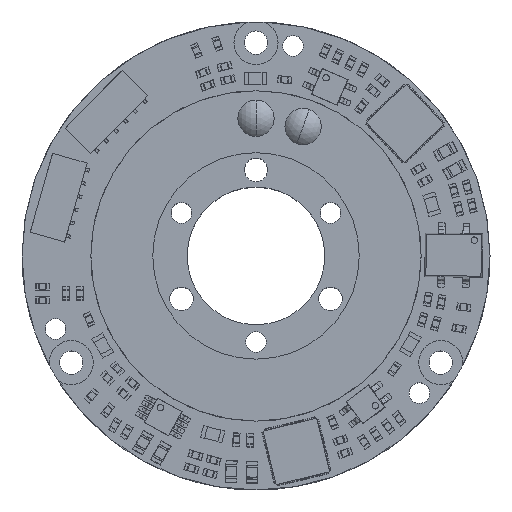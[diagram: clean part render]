
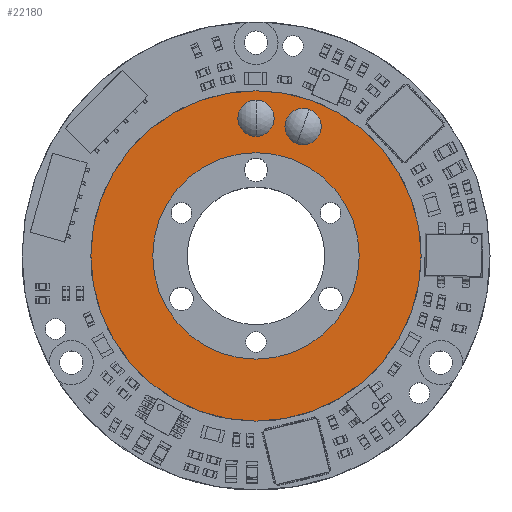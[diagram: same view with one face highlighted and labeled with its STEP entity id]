
A CAD part, top view. The second image highlights one B-rep face of the part: STEP entity #22180.
In plain terms, the highlighted planar face has unit normal (0, 0, 1).
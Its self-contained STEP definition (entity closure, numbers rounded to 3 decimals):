
#381 = CIRCLE ( 'NONE', #59499, 1.319 ) ;
#2290 = VERTEX_POINT ( 'NONE', #45170 ) ;
#2866 = ORIENTED_EDGE ( 'NONE', *, *, #34631, .F. ) ;
#2890 = CARTESIAN_POINT ( 'NONE',  ( 7.5, 0., 1.6 ) ) ;
#3480 = CIRCLE ( 'NONE', #30367, 1.319 ) ;
#4123 = CARTESIAN_POINT ( 'NONE',  ( 0., 0., 1.6 ) ) ;
#4281 = DIRECTION ( 'NONE',  ( 1., 0., 0. ) ) ;
#4404 = DIRECTION ( 'NONE',  ( 0., 0., 1. ) ) ;
#4845 = ORIENTED_EDGE ( 'NONE', *, *, #10698, .F. ) ;
#5798 = EDGE_CURVE ( 'NONE', #14051, #13480, #67427, .T. ) ;
#6336 = DIRECTION ( 'NONE',  ( 1., 0., 0. ) ) ;
#6632 = CARTESIAN_POINT ( 'NONE',  ( 0., 0., 1.6 ) ) ;
#7648 = VERTEX_POINT ( 'NONE', #12172 ) ;
#7874 = DIRECTION ( 'NONE',  ( 1., 0., 0. ) ) ;
#9326 = ORIENTED_EDGE ( 'NONE', *, *, #5798, .T. ) ;
#10223 = EDGE_LOOP ( 'NONE', ( #9326, #23936 ) ) ;
#10698 = EDGE_CURVE ( 'NONE', #12723, #20533, #61206, .T. ) ;
#10787 = EDGE_LOOP ( 'NONE', ( #2866, #65266 ) ) ;
#11876 = DIRECTION ( 'NONE',  ( 1., 0., 0. ) ) ;
#12172 = CARTESIAN_POINT ( 'NONE',  ( 0., 11.319, 1.6 ) ) ;
#12723 = VERTEX_POINT ( 'NONE', #38254 ) ;
#13480 = VERTEX_POINT ( 'NONE', #57025 ) ;
#14051 = VERTEX_POINT ( 'NONE', #56942 ) ;
#15301 = CARTESIAN_POINT ( 'NONE',  ( 0., 8.681, 1.6 ) ) ;
#15762 = ORIENTED_EDGE ( 'NONE', *, *, #41735, .F. ) ;
#16255 = AXIS2_PLACEMENT_3D ( 'NONE', #53431, #58472, #47882 ) ;
#20306 = EDGE_CURVE ( 'NONE', #20533, #12723, #68002, .T. ) ;
#20533 = VERTEX_POINT ( 'NONE', #2890 ) ;
#20741 = EDGE_LOOP ( 'NONE', ( #46934, #4845 ) ) ;
#21735 = EDGE_LOOP ( 'NONE', ( #15762, #62490 ) ) ;
#21963 = CIRCLE ( 'NONE', #30842, 1.319 ) ;
#22180 = ADVANCED_FACE ( 'NONE', ( #47980, #44664, #57011, #24763 ), #37912, .T. ) ;
#23089 = CARTESIAN_POINT ( 'NONE',  ( 0., 0., 1.6 ) ) ;
#23249 = DIRECTION ( 'NONE',  ( 0., 0., 1. ) ) ;
#23446 = AXIS2_PLACEMENT_3D ( 'NONE', #59821, #23249, #7874 ) ;
#23936 = ORIENTED_EDGE ( 'NONE', *, *, #67842, .T. ) ;
#24763 = FACE_OUTER_BOUND ( 'NONE', #10223, .T. ) ;
#25409 = DIRECTION ( 'NONE',  ( 0., 0., 1. ) ) ;
#25536 = EDGE_CURVE ( 'NONE', #59671, #2290, #381, .T. ) ;
#25779 = CARTESIAN_POINT ( 'NONE',  ( 3.42, 9.397, 1.6 ) ) ;
#25989 = DIRECTION ( 'NONE',  ( 0.94, -0.342, 0. ) ) ;
#26457 = DIRECTION ( 'NONE',  ( 0., 0., 1. ) ) ;
#30367 = AXIS2_PLACEMENT_3D ( 'NONE', #57110, #25409, #4281 ) ;
#30830 = DIRECTION ( 'NONE',  ( 1., 0., 0. ) ) ;
#30842 = AXIS2_PLACEMENT_3D ( 'NONE', #25779, #4404, #25989 ) ;
#34631 = EDGE_CURVE ( 'NONE', #2290, #59671, #21963, .T. ) ;
#37912 = PLANE ( 'NONE',  #53975 ) ;
#38012 = CARTESIAN_POINT ( 'NONE',  ( 2.969, 8.157, 1.6 ) ) ;
#38254 = CARTESIAN_POINT ( 'NONE',  ( -7.5, 0., 1.6 ) ) ;
#41048 = DIRECTION ( 'NONE',  ( 0., 0., 1. ) ) ;
#41735 = EDGE_CURVE ( 'NONE', #7648, #60090, #52463, .T. ) ;
#42812 = CARTESIAN_POINT ( 'NONE',  ( 0., 0., 1.6 ) ) ;
#43576 = DIRECTION ( 'NONE',  ( 0., 0., 1. ) ) ;
#44664 = FACE_BOUND ( 'NONE', #10787, .T. ) ;
#45170 = CARTESIAN_POINT ( 'NONE',  ( 3.871, 10.636, 1.6 ) ) ;
#46934 = ORIENTED_EDGE ( 'NONE', *, *, #20306, .F. ) ;
#47882 = DIRECTION ( 'NONE',  ( 1., 0., 0. ) ) ;
#47980 = FACE_BOUND ( 'NONE', #20741, .T. ) ;
#48094 = CIRCLE ( 'NONE', #16255, 12. ) ;
#52006 = AXIS2_PLACEMENT_3D ( 'NONE', #6632, #43576, #11876 ) ;
#52463 = CIRCLE ( 'NONE', #23446, 1.319 ) ;
#53431 = CARTESIAN_POINT ( 'NONE',  ( 0., 0., 1.6 ) ) ;
#53975 = AXIS2_PLACEMENT_3D ( 'NONE', #42812, #59168, #6336 ) ;
#55477 = DIRECTION ( 'NONE',  ( 1., 0., 0. ) ) ;
#56708 = AXIS2_PLACEMENT_3D ( 'NONE', #4123, #41048, #30830 ) ;
#56942 = CARTESIAN_POINT ( 'NONE',  ( -12., 0., 1.6 ) ) ;
#57011 = FACE_BOUND ( 'NONE', #21735, .T. ) ;
#57025 = CARTESIAN_POINT ( 'NONE',  ( 12., 0., 1.6 ) ) ;
#57110 = CARTESIAN_POINT ( 'NONE',  ( 0., 10., 1.6 ) ) ;
#58139 = CARTESIAN_POINT ( 'NONE',  ( 3.42, 9.397, 1.6 ) ) ;
#58472 = DIRECTION ( 'NONE',  ( 0., 0., 1. ) ) ;
#59168 = DIRECTION ( 'NONE',  ( 0., 0., 1. ) ) ;
#59499 = AXIS2_PLACEMENT_3D ( 'NONE', #58139, #26457, #63479 ) ;
#59671 = VERTEX_POINT ( 'NONE', #38012 ) ;
#59821 = CARTESIAN_POINT ( 'NONE',  ( 0., 10., 1.6 ) ) ;
#60090 = VERTEX_POINT ( 'NONE', #15301 ) ;
#60102 = DIRECTION ( 'NONE',  ( 0., 0., 1. ) ) ;
#61206 = CIRCLE ( 'NONE', #56708, 7.5 ) ;
#62068 = EDGE_CURVE ( 'NONE', #60090, #7648, #3480, .T. ) ;
#62490 = ORIENTED_EDGE ( 'NONE', *, *, #62068, .F. ) ;
#63479 = DIRECTION ( 'NONE',  ( 0.94, -0.342, 0. ) ) ;
#65175 = AXIS2_PLACEMENT_3D ( 'NONE', #23089, #60102, #55477 ) ;
#65266 = ORIENTED_EDGE ( 'NONE', *, *, #25536, .F. ) ;
#67427 = CIRCLE ( 'NONE', #65175, 12. ) ;
#67842 = EDGE_CURVE ( 'NONE', #13480, #14051, #48094, .T. ) ;
#68002 = CIRCLE ( 'NONE', #52006, 7.5 ) ;
